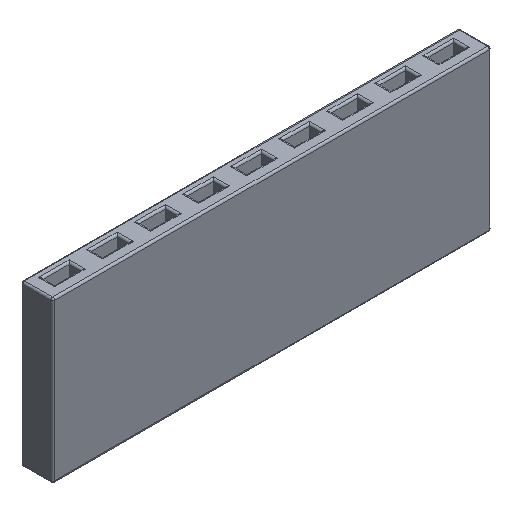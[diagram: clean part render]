
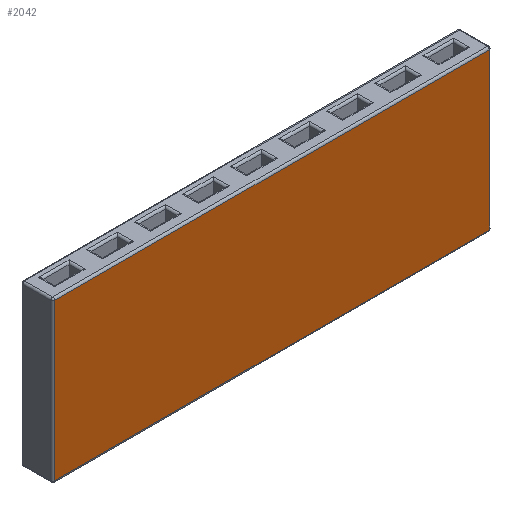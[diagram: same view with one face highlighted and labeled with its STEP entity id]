
A CAD part, isometric view. The second image highlights one B-rep face of the part: STEP entity #2042.
In plain terms, the highlighted planar face has unit normal (0, -1, 0).
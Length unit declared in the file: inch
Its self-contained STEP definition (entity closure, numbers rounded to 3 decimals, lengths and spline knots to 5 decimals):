
#114 = ORIENTED_EDGE ( 'NONE', *, *, #9191, .T. ) ;
#511 = FACE_OUTER_BOUND ( 'NONE', #14244, .T. ) ;
#803 = DIRECTION ( 'NONE',  ( 1., 0., 0. ) ) ;
#945 = CARTESIAN_POINT ( 'NONE',  ( 5.425, 0., 0. ) ) ;
#1754 = VECTOR ( 'NONE', #6156, 39.37008 ) ;
#1843 = LINE ( 'NONE', #11116, #1754 ) ;
#2042 = ADVANCED_FACE ( 'NONE', ( #511 ), #3109, .F. ) ;
#2965 = VERTEX_POINT ( 'NONE', #10406 ) ;
#2978 = VERTEX_POINT ( 'NONE', #3286 ) ;
#3109 = PLANE ( 'NONE',  #6852 ) ;
#3286 = CARTESIAN_POINT ( 'NONE',  ( 5.425, 0., -1.95 ) ) ;
#4022 = DIRECTION ( 'NONE',  ( 0., 0., 1. ) ) ;
#4378 = LINE ( 'NONE', #945, #5852 ) ;
#4496 = ORIENTED_EDGE ( 'NONE', *, *, #13568, .T. ) ;
#5164 = DIRECTION ( 'NONE',  ( 0., 1., 0. ) ) ;
#5852 = VECTOR ( 'NONE', #9681, 39.37008 ) ;
#5906 = VERTEX_POINT ( 'NONE', #12614 ) ;
#6156 = DIRECTION ( 'NONE',  ( 0., 0., -1. ) ) ;
#6852 = AXIS2_PLACEMENT_3D ( 'NONE', #11018, #5164, #4022 ) ;
#7799 = CARTESIAN_POINT ( 'NONE',  ( 0., 0., -1.95 ) ) ;
#7991 = DIRECTION ( 'NONE',  ( -1., 0., 0. ) ) ;
#9191 = EDGE_CURVE ( 'NONE', #10990, #2965, #1843, .T. ) ;
#9549 = CARTESIAN_POINT ( 'NONE',  ( -5.425, 0., 1.95 ) ) ;
#9681 = DIRECTION ( 'NONE',  ( 0., 0., 1. ) ) ;
#9863 = VECTOR ( 'NONE', #7991, 39.37008 ) ;
#10406 = CARTESIAN_POINT ( 'NONE',  ( -5.425, 0., -1.95 ) ) ;
#10990 = VERTEX_POINT ( 'NONE', #9549 ) ;
#11018 = CARTESIAN_POINT ( 'NONE',  ( 0., 0., 0. ) ) ;
#11116 = CARTESIAN_POINT ( 'NONE',  ( -5.425, 0., 0. ) ) ;
#11268 = ORIENTED_EDGE ( 'NONE', *, *, #15007, .T. ) ;
#11389 = ORIENTED_EDGE ( 'NONE', *, *, #13698, .T. ) ;
#12198 = CARTESIAN_POINT ( 'NONE',  ( 0., 0., 1.95 ) ) ;
#12614 = CARTESIAN_POINT ( 'NONE',  ( 5.425, 0., 1.95 ) ) ;
#13339 = LINE ( 'NONE', #12198, #9863 ) ;
#13568 = EDGE_CURVE ( 'NONE', #2965, #2978, #14434, .T. ) ;
#13698 = EDGE_CURVE ( 'NONE', #2978, #5906, #4378, .T. ) ;
#14244 = EDGE_LOOP ( 'NONE', ( #114, #4496, #11389, #11268 ) ) ;
#14434 = LINE ( 'NONE', #7799, #14598 ) ;
#14598 = VECTOR ( 'NONE', #803, 39.37008 ) ;
#15007 = EDGE_CURVE ( 'NONE', #5906, #10990, #13339, .T. ) ;
